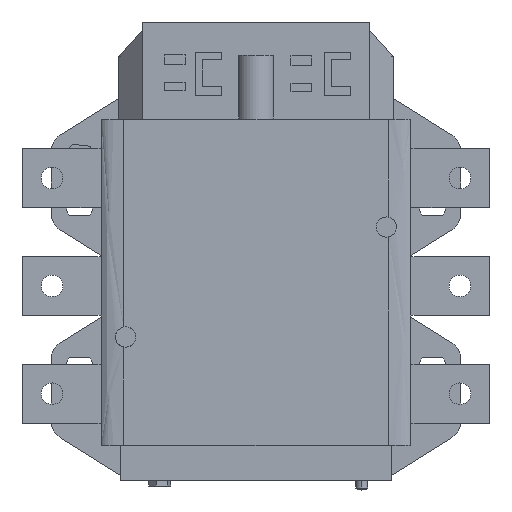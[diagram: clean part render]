
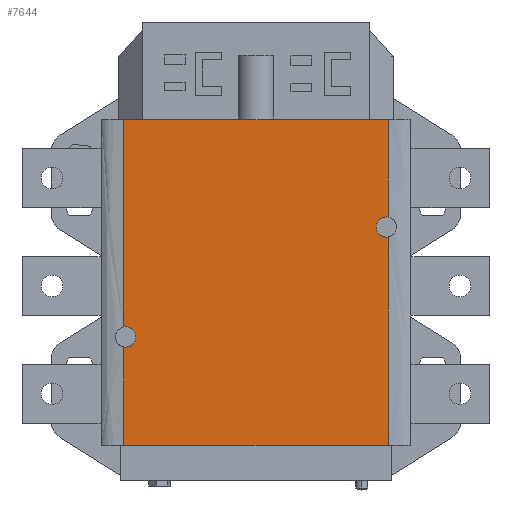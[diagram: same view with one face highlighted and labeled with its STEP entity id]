
A CAD part, top view. The second image highlights one B-rep face of the part: STEP entity #7644.
In plain terms, the highlighted planar face has unit normal (0, 0, 1).
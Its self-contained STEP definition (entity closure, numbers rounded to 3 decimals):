
#92 = DIRECTION ( 'NONE',  ( 0., 1., 0. ) ) ;
#146 = CIRCLE ( 'NONE', #2869, 5.206 ) ;
#224 = CARTESIAN_POINT ( 'NONE',  ( -61.294, -26.153, 232. ) ) ;
#258 = AXIS2_PLACEMENT_3D ( 'NONE', #9060, #3203, #8149 ) ;
#603 = CARTESIAN_POINT ( 'NONE',  ( 66.5, 29.882, 232. ) ) ;
#887 = ORIENTED_EDGE ( 'NONE', *, *, #10893, .F. ) ;
#1015 = DIRECTION ( 'NONE',  ( 0., 1., 0. ) ) ;
#1263 = CARTESIAN_POINT ( 'NONE',  ( 0., -81.373, 232. ) ) ;
#1603 = CARTESIAN_POINT ( 'NONE',  ( -67.532, -31.255, 232. ) ) ;
#1722 = DIRECTION ( 'NONE',  ( 0., 0., 1. ) ) ;
#1812 = VECTOR ( 'NONE', #2036, 1000. ) ;
#1860 = AXIS2_PLACEMENT_3D ( 'NONE', #603, #1722, #8647 ) ;
#2036 = DIRECTION ( 'NONE',  ( 0., -1., 0. ) ) ;
#2043 = CARTESIAN_POINT ( 'NONE',  ( 0., 0., 232. ) ) ;
#2589 = DIRECTION ( 'NONE',  ( 0., -1., 0. ) ) ;
#2706 = CARTESIAN_POINT ( 'NONE',  ( -66.5, -26.153, 232. ) ) ;
#2725 = AXIS2_PLACEMENT_3D ( 'NONE', #2043, #12905, #3015 ) ;
#2778 = VERTEX_POINT ( 'NONE', #5865 ) ;
#2788 = CARTESIAN_POINT ( 'NONE',  ( 0., 84.627, 232. ) ) ;
#2869 = AXIS2_PLACEMENT_3D ( 'NONE', #2706, #4788, #10776 ) ;
#3015 = DIRECTION ( 'NONE',  ( -1., 0., 0. ) ) ;
#3056 = PLANE ( 'NONE',  #2725 ) ;
#3117 = CARTESIAN_POINT ( 'NONE',  ( 67.532, 0., 232. ) ) ;
#3157 = DIRECTION ( 'NONE',  ( 0., 0., 1. ) ) ;
#3174 = FACE_OUTER_BOUND ( 'NONE', #9835, .T. ) ;
#3203 = DIRECTION ( 'NONE',  ( 0., 0., 1. ) ) ;
#3280 = DIRECTION ( 'NONE',  ( 1., 0., 0. ) ) ;
#3419 = EDGE_CURVE ( 'NONE', #6499, #6957, #10678, .T. ) ;
#4116 = EDGE_CURVE ( 'NONE', #9036, #8921, #5833, .T. ) ;
#4713 = DIRECTION ( 'NONE',  ( -1., 0., 0. ) ) ;
#4737 = ORIENTED_EDGE ( 'NONE', *, *, #7185, .T. ) ;
#4788 = DIRECTION ( 'NONE',  ( 0., 0., 1. ) ) ;
#4833 = LINE ( 'NONE', #3117, #9823 ) ;
#5227 = CARTESIAN_POINT ( 'NONE',  ( 67.532, -81.373, 232. ) ) ;
#5256 = VERTEX_POINT ( 'NONE', #8627 ) ;
#5489 = CARTESIAN_POINT ( 'NONE',  ( -67.532, 84.627, 232. ) ) ;
#5500 = VECTOR ( 'NONE', #4713, 1000. ) ;
#5654 = CARTESIAN_POINT ( 'NONE',  ( -67.532, -81.373, 232. ) ) ;
#5693 = VERTEX_POINT ( 'NONE', #224 ) ;
#5833 = LINE ( 'NONE', #8940, #1812 ) ;
#5865 = CARTESIAN_POINT ( 'NONE',  ( 67.532, 34.912, 232. ) ) ;
#5944 = AXIS2_PLACEMENT_3D ( 'NONE', #9059, #3157, #11968 ) ;
#6102 = EDGE_CURVE ( 'NONE', #6957, #6639, #9832, .T. ) ;
#6203 = VERTEX_POINT ( 'NONE', #9123 ) ;
#6327 = ORIENTED_EDGE ( 'NONE', *, *, #9811, .F. ) ;
#6454 = CARTESIAN_POINT ( 'NONE',  ( -67.532, 0., 232. ) ) ;
#6492 = VECTOR ( 'NONE', #2589, 1000. ) ;
#6499 = VERTEX_POINT ( 'NONE', #1603 ) ;
#6639 = VERTEX_POINT ( 'NONE', #5227 ) ;
#6721 = VECTOR ( 'NONE', #3280, 1000. ) ;
#6957 = VERTEX_POINT ( 'NONE', #5654 ) ;
#7185 = EDGE_CURVE ( 'NONE', #6639, #6203, #4833, .T. ) ;
#7244 = ORIENTED_EDGE ( 'NONE', *, *, #11641, .F. ) ;
#7627 = EDGE_CURVE ( 'NONE', #10540, #9036, #8168, .T. ) ;
#7644 = ADVANCED_FACE ( 'NONE', ( #3174 ), #3056, .F. ) ;
#8110 = VECTOR ( 'NONE', #92, 1000. ) ;
#8149 = DIRECTION ( 'NONE',  ( 1., 0., 0. ) ) ;
#8168 = LINE ( 'NONE', #2788, #5500 ) ;
#8627 = CARTESIAN_POINT ( 'NONE',  ( 61.366, 29.882, 232. ) ) ;
#8647 = DIRECTION ( 'NONE',  ( 1., 0., 0. ) ) ;
#8921 = VERTEX_POINT ( 'NONE', #9122 ) ;
#8940 = CARTESIAN_POINT ( 'NONE',  ( -67.532, 0., 232. ) ) ;
#9036 = VERTEX_POINT ( 'NONE', #5489 ) ;
#9059 = CARTESIAN_POINT ( 'NONE',  ( 66.5, 29.882, 232. ) ) ;
#9060 = CARTESIAN_POINT ( 'NONE',  ( -66.5, -26.153, 232. ) ) ;
#9123 = CARTESIAN_POINT ( 'NONE',  ( 67.532, 24.853, 232. ) ) ;
#9122 = CARTESIAN_POINT ( 'NONE',  ( -67.532, -21.05, 232. ) ) ;
#9268 = ORIENTED_EDGE ( 'NONE', *, *, #4116, .T. ) ;
#9385 = ORIENTED_EDGE ( 'NONE', *, *, #7627, .T. ) ;
#9469 = CIRCLE ( 'NONE', #1860, 5.134 ) ;
#9485 = EDGE_CURVE ( 'NONE', #2778, #10540, #11518, .T. ) ;
#9789 = CIRCLE ( 'NONE', #258, 5.206 ) ;
#9811 = EDGE_CURVE ( 'NONE', #6499, #5693, #146, .T. ) ;
#9823 = VECTOR ( 'NONE', #1015, 1000. ) ;
#9832 = LINE ( 'NONE', #1263, #6721 ) ;
#9835 = EDGE_LOOP ( 'NONE', ( #4737, #7244, #887, #11481, #9385, #9268, #11776, #6327, #10573, #10248 ) ) ;
#10248 = ORIENTED_EDGE ( 'NONE', *, *, #6102, .T. ) ;
#10540 = VERTEX_POINT ( 'NONE', #11718 ) ;
#10573 = ORIENTED_EDGE ( 'NONE', *, *, #3419, .T. ) ;
#10678 = LINE ( 'NONE', #6454, #6492 ) ;
#10736 = EDGE_CURVE ( 'NONE', #5693, #8921, #9789, .T. ) ;
#10776 = DIRECTION ( 'NONE',  ( 1., 0., 0. ) ) ;
#10893 = EDGE_CURVE ( 'NONE', #2778, #5256, #9469, .T. ) ;
#11030 = CARTESIAN_POINT ( 'NONE',  ( 67.532, 0., 232. ) ) ;
#11481 = ORIENTED_EDGE ( 'NONE', *, *, #9485, .T. ) ;
#11518 = LINE ( 'NONE', #11030, #8110 ) ;
#11641 = EDGE_CURVE ( 'NONE', #5256, #6203, #12388, .T. ) ;
#11718 = CARTESIAN_POINT ( 'NONE',  ( 67.532, 84.627, 232. ) ) ;
#11776 = ORIENTED_EDGE ( 'NONE', *, *, #10736, .F. ) ;
#11968 = DIRECTION ( 'NONE',  ( 1., 0., 0. ) ) ;
#12388 = CIRCLE ( 'NONE', #5944, 5.134 ) ;
#12905 = DIRECTION ( 'NONE',  ( 0., 0., -1. ) ) ;
